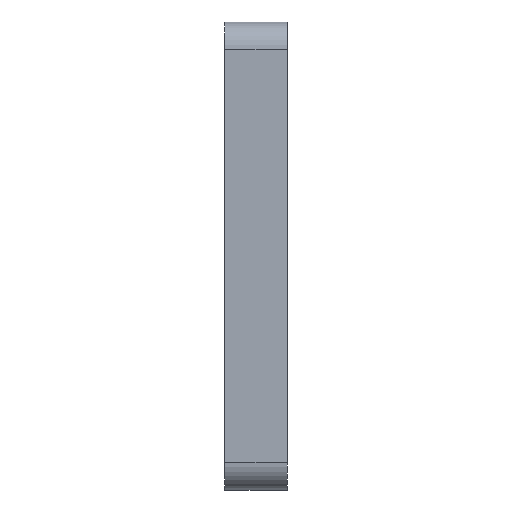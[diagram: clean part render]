
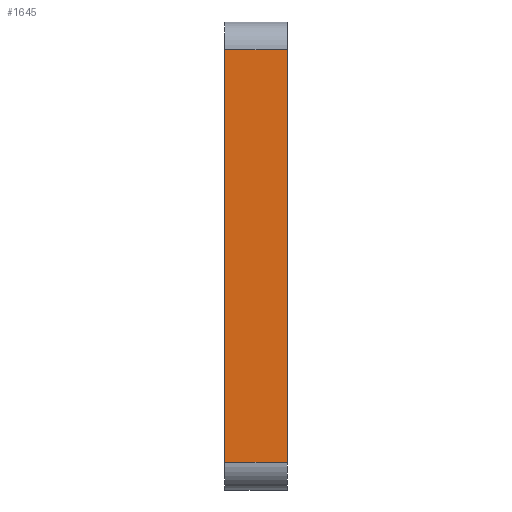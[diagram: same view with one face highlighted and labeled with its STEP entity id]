
A CAD part, left-side view. The second image highlights one B-rep face of the part: STEP entity #1645.
In plain terms, the highlighted planar face has unit normal (-1, 0, 0).
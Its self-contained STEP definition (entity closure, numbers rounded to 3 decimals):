
#173=FACE_OUTER_BOUND('',#274,.T.);
#274=EDGE_LOOP('',(#1472,#1473,#1474,#1475));
#296=LINE('',#2275,#484);
#458=LINE('',#2676,#646);
#461=LINE('',#2690,#649);
#463=LINE('',#2693,#651);
#484=VECTOR('',#1822,10.);
#646=VECTOR('',#2192,10.);
#649=VECTOR('',#2211,10.);
#651=VECTOR('',#2215,10.);
#673=VERTEX_POINT('',#2272);
#674=VERTEX_POINT('',#2274);
#808=VERTEX_POINT('',#2673);
#809=VERTEX_POINT('',#2675);
#829=EDGE_CURVE('',#673,#674,#296,.T.);
#1028=EDGE_CURVE('',#809,#808,#458,.T.);
#1036=EDGE_CURVE('',#673,#809,#461,.T.);
#1038=EDGE_CURVE('',#674,#808,#463,.T.);
#1472=ORIENTED_EDGE('',*,*,#1028,.T.);
#1473=ORIENTED_EDGE('',*,*,#1038,.F.);
#1474=ORIENTED_EDGE('',*,*,#829,.F.);
#1475=ORIENTED_EDGE('',*,*,#1036,.T.);
#1566=PLANE('',#1786);
#1645=ADVANCED_FACE('',(#173),#1566,.T.);
#1786=AXIS2_PLACEMENT_3D('',#2692,#2213,#2214);
#1822=DIRECTION('',(0.,0.,-1.));
#2192=DIRECTION('',(0.,0.,-1.));
#2211=DIRECTION('',(0.,1.,0.));
#2213=DIRECTION('center_axis',(-1.,0.,0.));
#2214=DIRECTION('ref_axis',(0.,0.,1.));
#2215=DIRECTION('',(0.,1.,0.));
#2272=CARTESIAN_POINT('',(-90.,0.,56.82));
#2274=CARTESIAN_POINT('',(-90.,0.,9.18));
#2275=CARTESIAN_POINT('',(-90.,0.,21.09));
#2673=CARTESIAN_POINT('',(-90.,7.2,9.18));
#2675=CARTESIAN_POINT('',(-90.,7.2,56.82));
#2676=CARTESIAN_POINT('',(-90.,7.2,21.09));
#2690=CARTESIAN_POINT('',(-90.,0.,56.82));
#2692=CARTESIAN_POINT('Origin',(-90.,0.,9.18));
#2693=CARTESIAN_POINT('',(-90.,0.,9.18));
